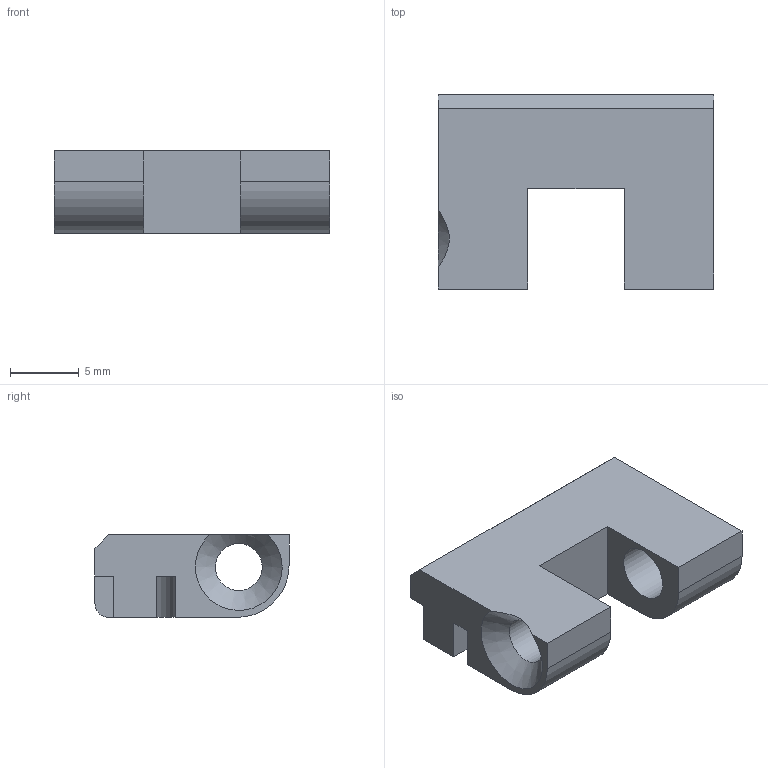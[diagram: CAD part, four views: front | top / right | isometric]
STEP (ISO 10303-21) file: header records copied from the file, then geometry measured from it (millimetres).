
FILE_DESCRIPTION(/* description */ (''),/* implementation_level */ '2;1');
FILE_NAME(/* name */ 'BELT_CONNECTOR_V01_WIP.step',/* time_stamp */ '2023-01-19T22:28:08+01:00',/* author */ (''),/* organization */ (''),/* preprocessor_version */ 'ST-DEVELOPER v19.2',/* originating_system */ 'Autodesk Translation Framework v11.17.0.187',/* authorisation */ '');
FILE_SCHEMA (('AUTOMOTIVE_DESIGN { 1 0 10303 214 3 1 1 }'));
Length unit declared in the file: millimetre
Products named in the file (1): BELT_CONNECTOR_V01_WIP_PR
Bounding box: 20 x 14.1 x 6 mm (x, y, z)
Volume: 1018.1 mm3; surface area: 1117.8 mm2
Topology: 1 solids, 1 shells, 33 faces, 95 edges, 63 vertices
Faces by surface type: plane 23, cylinder 9, cone 1
Full cylindrical faces by diameter (mm): 3.4 x1, 4 x1
Entity records: 1128 total; most frequent: CARTESIAN_POINT 194, ORIENTED_EDGE 190, DIRECTION 182, EDGE_CURVE 95, LINE 74, VECTOR 74, VERTEX_POINT 63, AXIS2_PLACEMENT_3D 54
